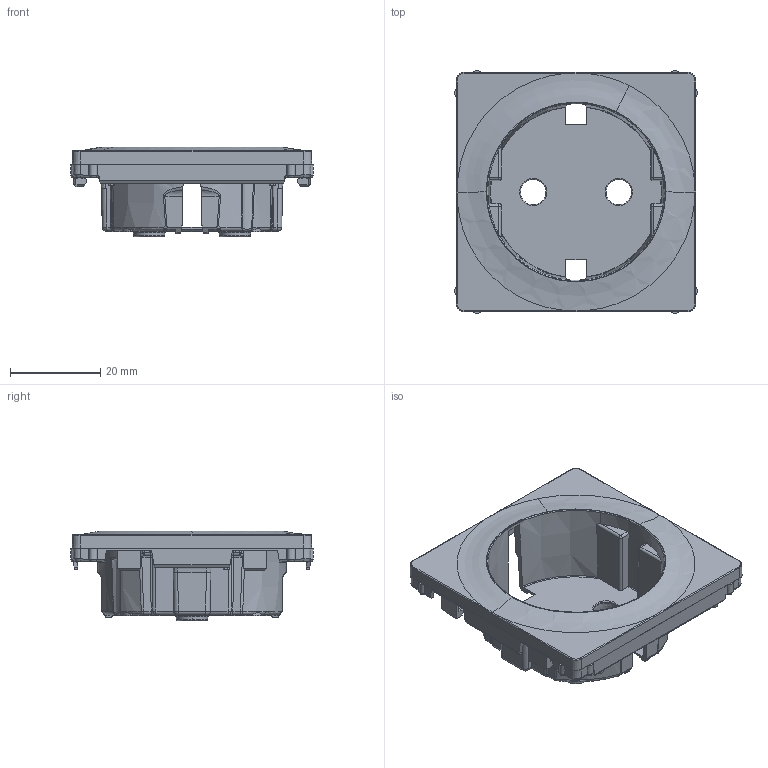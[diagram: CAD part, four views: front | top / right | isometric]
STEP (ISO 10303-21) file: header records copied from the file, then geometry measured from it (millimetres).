
FILE_DESCRIPTION(('CATIA V5 STEP Exchange','CAx-IF Rec.Pracs.--- Model Styling and Organization---1.4--- 2014-01-23'),'2;1');
FILE_NAME('755200_AllCATPart.stp','2020-02-24T14:54:12+00:00',('none'),('none'),'CATIA Version 5-6 Release 2017 SP3','CATIA V5 STEP AP214','none');
FILE_SCHEMA(('AUTOMOTIVE_DESIGN { 1 0 10303 214 1 1 1 1 }'));
Products named in the file (1): 755200_AllCATPart
Bounding box: 53.99 x 53.99 x 19.95 mm (x, y, z)
Volume: 8189.3 mm3; surface area: 12294.6 mm2
Topology: 1 solids, 1 shells, 2182 faces, 6254 edges, 4078 vertices
Faces by surface type: plane 1841, bspline 129, cylinder 77, cone 65, torus 38, sphere 32
Entity records: 84814 total; most frequent: CARTESIAN_POINT 33705, ORIENTED_EDGE 12444, DIRECTION 6578, EDGE_CURVE 6222, VERTEX_POINT 4078, B_SPLINE_CURVE_WITH_KNOTS 3402, VECTOR 2549, LINE 2549
